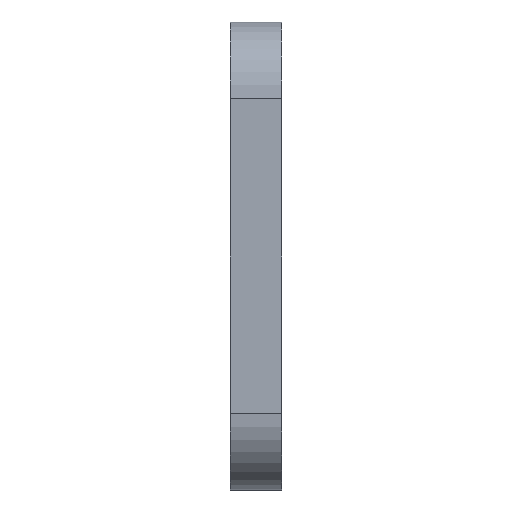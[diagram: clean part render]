
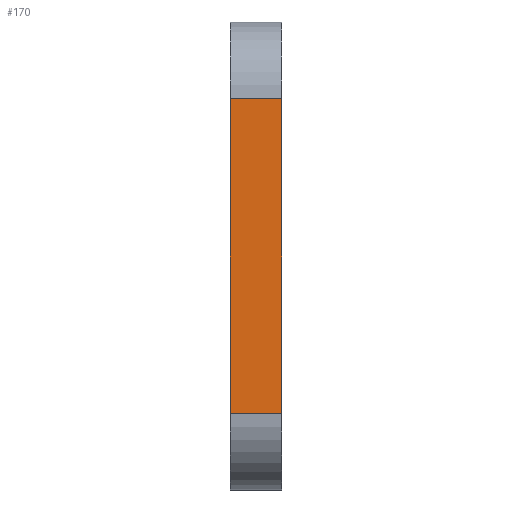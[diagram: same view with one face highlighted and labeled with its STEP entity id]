
A CAD part, left-side view. The second image highlights one B-rep face of the part: STEP entity #170.
In plain terms, the highlighted planar face has unit normal (-1, 0, 0).
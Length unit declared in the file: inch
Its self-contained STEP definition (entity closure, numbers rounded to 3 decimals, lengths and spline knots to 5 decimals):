
#26 = ORIENTED_EDGE ( 'NONE', *, *, #126, .F. ) ;
#34 = CARTESIAN_POINT ( 'NONE',  ( -0.5725, 0.125, -0.385 ) ) ;
#56 = DIRECTION ( 'NONE',  ( 0., -1., 0. ) ) ;
#59 = CARTESIAN_POINT ( 'NONE',  ( -0.5725, 0.125, -0.385 ) ) ;
#89 = VECTOR ( 'NONE', #56, 39.37008 ) ;
#100 = DIRECTION ( 'NONE',  ( 0., 0., 1. ) ) ;
#120 = ORIENTED_EDGE ( 'NONE', *, *, #258, .T. ) ;
#126 = EDGE_CURVE ( 'NONE', #503, #755, #473, .T. ) ;
#136 = ORIENTED_EDGE ( 'NONE', *, *, #649, .T. ) ;
#145 = CARTESIAN_POINT ( 'NONE',  ( -0.5725, 0.125, 0.5725 ) ) ;
#170 = ADVANCED_FACE ( 'NONE', ( #229 ), #910, .F. ) ;
#189 = ORIENTED_EDGE ( 'NONE', *, *, #332, .T. ) ;
#226 = LINE ( 'NONE', #281, #847 ) ;
#229 = FACE_OUTER_BOUND ( 'NONE', #494, .T. ) ;
#258 = EDGE_CURVE ( 'NONE', #503, #304, #317, .T. ) ;
#281 = CARTESIAN_POINT ( 'NONE',  ( -0.5725, 0., 0.5725 ) ) ;
#304 = VERTEX_POINT ( 'NONE', #747 ) ;
#317 = LINE ( 'NONE', #59, #89 ) ;
#332 = EDGE_CURVE ( 'NONE', #912, #755, #600, .T. ) ;
#378 = VECTOR ( 'NONE', #976, 39.37008 ) ;
#473 = LINE ( 'NONE', #145, #674 ) ;
#494 = EDGE_LOOP ( 'NONE', ( #26, #120, #136, #189 ) ) ;
#503 = VERTEX_POINT ( 'NONE', #34 ) ;
#600 = LINE ( 'NONE', #997, #378 ) ;
#649 = EDGE_CURVE ( 'NONE', #304, #912, #226, .T. ) ;
#674 = VECTOR ( 'NONE', #100, 39.37008 ) ;
#701 = DIRECTION ( 'NONE',  ( 0., 0., 1. ) ) ;
#718 = CARTESIAN_POINT ( 'NONE',  ( -0.5725, 0.125, 0.385 ) ) ;
#747 = CARTESIAN_POINT ( 'NONE',  ( -0.5725, 0., -0.385 ) ) ;
#752 = AXIS2_PLACEMENT_3D ( 'NONE', #924, #928, #887 ) ;
#755 = VERTEX_POINT ( 'NONE', #718 ) ;
#847 = VECTOR ( 'NONE', #701, 39.37008 ) ;
#887 = DIRECTION ( 'NONE',  ( 0., 0., -1. ) ) ;
#910 = PLANE ( 'NONE',  #752 ) ;
#912 = VERTEX_POINT ( 'NONE', #1028 ) ;
#924 = CARTESIAN_POINT ( 'NONE',  ( -0.5725, 0.125, 0.5725 ) ) ;
#928 = DIRECTION ( 'NONE',  ( 1., 0., 0. ) ) ;
#976 = DIRECTION ( 'NONE',  ( 0., 1., 0. ) ) ;
#997 = CARTESIAN_POINT ( 'NONE',  ( -0.5725, 0.125, 0.385 ) ) ;
#1028 = CARTESIAN_POINT ( 'NONE',  ( -0.5725, 0., 0.385 ) ) ;
